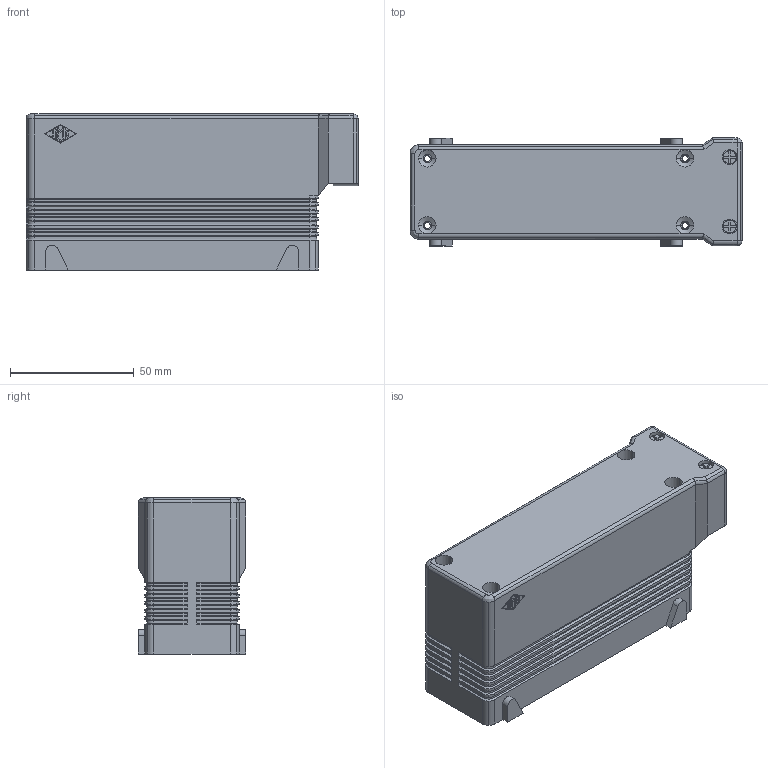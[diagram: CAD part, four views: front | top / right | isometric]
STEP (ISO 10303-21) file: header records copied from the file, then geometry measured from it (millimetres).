
FILE_DESCRIPTION((''),'2;1');
FILE_NAME('COB 24 CMS.stp','2007-01-02T17:33:33',('gembarski'),(''),'Autodesk Inventor 7','Autodesk Inventor 7','');
FILE_SCHEMA(('AUTOMOTIVE_DESIGN { 1 0 10303 214 1 1 1 1 }'));
Length unit declared in the file: millimetre
Products named in the file (1): COB 24 CMS
Bounding box: 134 x 43.5 x 63 mm (x, y, z)
Volume: 58607.2 mm3; surface area: 56256.9 mm2
Topology: 6 solids, 6 shells, 559 faces, 1375 edges, 834 vertices
Faces by surface type: plane 217, bspline 169, cylinder 147, cone 24, sphere 2
Entity records: 17339 total; most frequent: CARTESIAN_POINT 4448, ORIENTED_EDGE 2746, DIRECTION 2547, EDGE_CURVE 1373, VECTOR 981, LINE 981, VERTEX_POINT 834, AXIS2_PLACEMENT_3D 783
